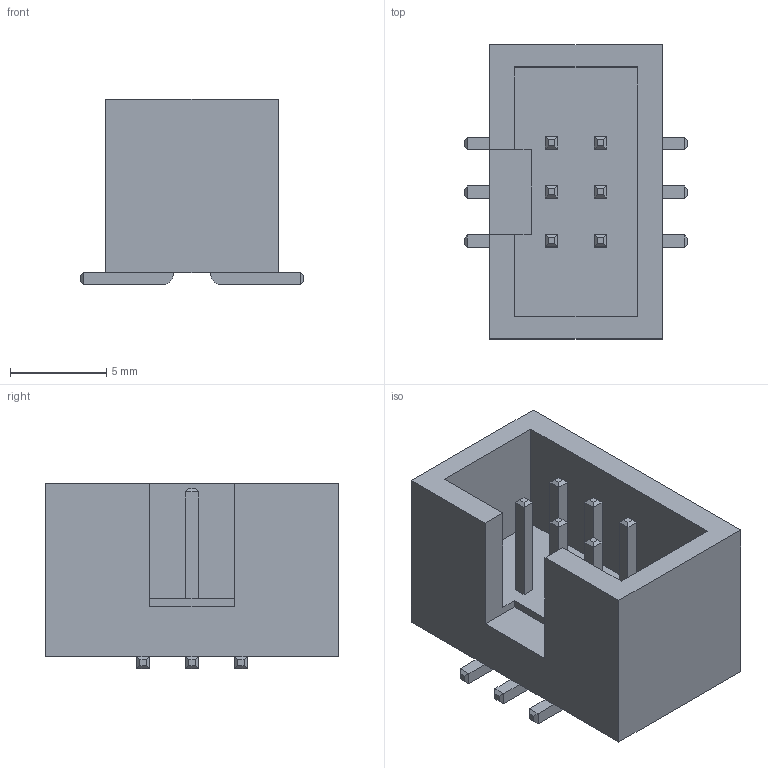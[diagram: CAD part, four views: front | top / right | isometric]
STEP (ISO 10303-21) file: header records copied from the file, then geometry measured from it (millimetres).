
FILE_DESCRIPTION(/* description */ ('model of IDC-Header_2x03_P2.54mm_Vertical_SMD'),/* implementation_level */ '2;1');
FILE_NAME(/* name */ 'IDC-Header_2x03_P2.54mm_Vertical_SMD.step',/* time_stamp */ '2022-11-02T09:52:34',/* author */ ('kicad StepUp','ksu'),/* organization */ ('FreeCAD'),/* preprocessor_version */ 'OCC',/* originating_system */ 'kicad StepUp',/* authorisation */ '');
FILE_SCHEMA(('AUTOMOTIVE_DESIGN { 1 0 10303 214 1 1 1 1 }'));
Length unit declared in the file: millimetre
Products named in the file (1): IDC_Header_2x03_P254mm_Vertical_SMD
Bounding box: 11.6 x 15.24 x 9.64 mm (x, y, z)
Volume: 721 mm3; surface area: 1038.8 mm2
Topology: 1 solids, 1 shells, 130 faces, 318 edges, 196 vertices
Faces by surface type: plane 124, cylinder 6
Entity records: 4511 total; most frequent: CARTESIAN_POINT 645, ORIENTED_EDGE 636, DIRECTION 592, EDGE_CURVE 318, LINE 306, VECTOR 306, VERTEX_POINT 196, AXIS2_PLACEMENT_3D 143
